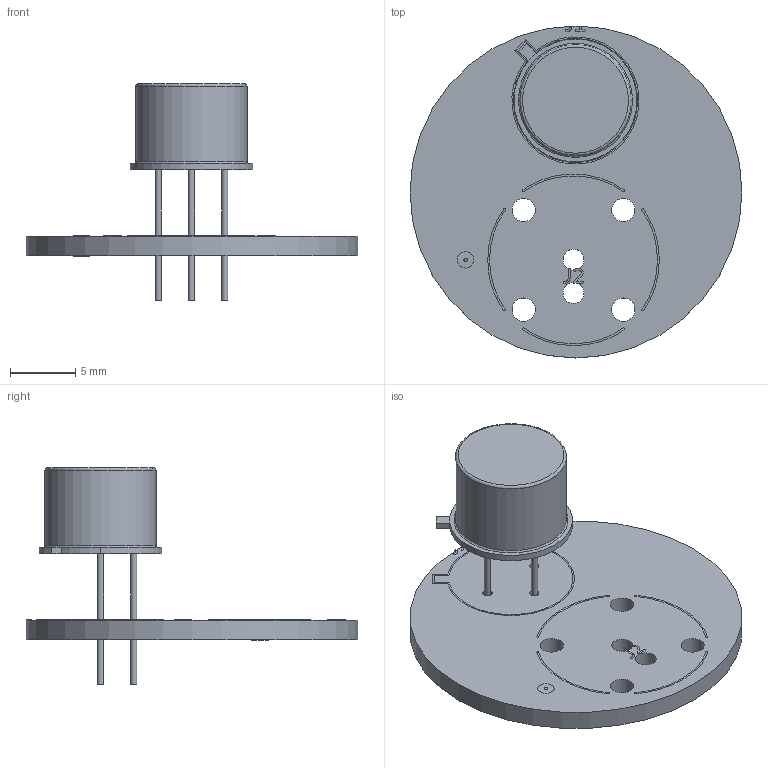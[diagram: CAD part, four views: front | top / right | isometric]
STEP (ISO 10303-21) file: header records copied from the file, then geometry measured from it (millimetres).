
FILE_DESCRIPTION(('KiCad electronic assembly'),'2;1');
FILE_NAME('PDTriax.step','2025-06-18T12:03:54',('Pcbnew'),('Kicad'), 'Open CASCADE STEP processor 7.8','KiCad to STEP converter','Unknown' );
FILE_SCHEMA(('AUTOMOTIVE_DESIGN { 1 0 10303 214 1 1 1 1 }'));
Length unit declared in the file: millimetre
Products named in the file (4): PDTriax 1; TO-5-3; PDTriax_silkscreen; PDTriax_PCB
Assembly tree (3 placements, depth 2):
  PDTriax 1
    TO-5-3
    PDTriax_silkscreen
    PDTriax_PCB
Bounding box: 25.4 x 25.4 x 16.6 mm (x, y, z)
Volume: 1128.9 mm3; surface area: 1535.3 mm2
Topology: 2 solids, 13 shells, 43 faces, 184 edges, 159 vertices
Faces by surface type: plane 24, cylinder 16, revolution 2, cone 1
Full cylindrical faces by diameter (mm): 0.48 x3, 0.7 x3, 1.6 x2, 1.778 x4, 8.5 x1, 25.4 x1
Entity records: 2323 total; most frequent: CARTESIAN_POINT 392, DIRECTION 365, ORIENTED_EDGE 251, EDGE_CURVE 184, VERTEX_POINT 159, AXIS2_PLACEMENT_3D 132, LINE 99, VECTOR 99
